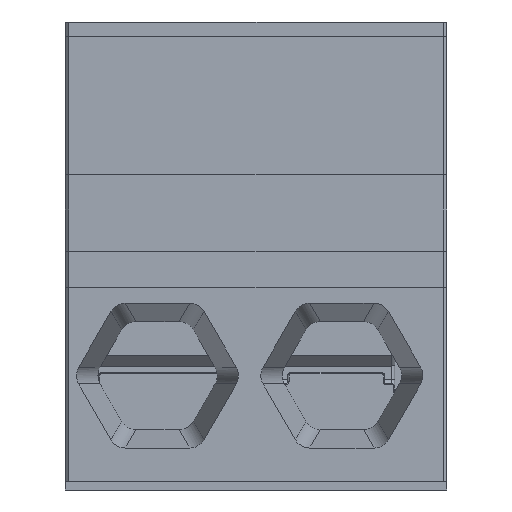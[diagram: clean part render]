
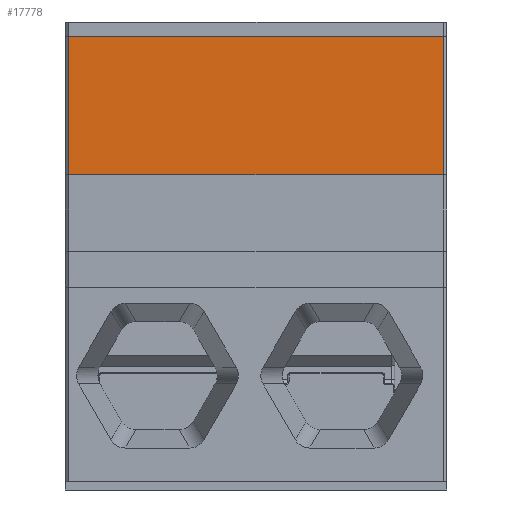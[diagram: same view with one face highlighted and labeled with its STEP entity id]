
A CAD part, front view. The second image highlights one B-rep face of the part: STEP entity #17778.
In plain terms, the highlighted planar face has unit normal (0, -1, 0).
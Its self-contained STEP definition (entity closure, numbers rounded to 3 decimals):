
#802=PLANE('',#19639);
#2289=LINE('',#31218,#3923);
#2314=LINE('',#31298,#3948);
#2408=LINE('',#31599,#4042);
#2410=LINE('',#31602,#4044);
#3923=VECTOR('',#24224,10.);
#3948=VECTOR('',#24303,10.);
#4042=VECTOR('',#24587,10.);
#4044=VECTOR('',#24591,10.);
#5448=FACE_OUTER_BOUND('',#6621,.T.);
#6621=EDGE_LOOP('',(#16241,#16242,#16243,#16244));
#8943=VERTEX_POINT('',#31204);
#8949=VERTEX_POINT('',#31216);
#8975=VERTEX_POINT('',#31294);
#8977=VERTEX_POINT('',#31297);
#11321=EDGE_CURVE('',#8949,#8943,#2289,.T.);
#11360=EDGE_CURVE('',#8975,#8977,#2314,.T.);
#11510=EDGE_CURVE('',#8943,#8975,#2408,.T.);
#11512=EDGE_CURVE('',#8977,#8949,#2410,.T.);
#16241=ORIENTED_EDGE('',*,*,#11510,.F.);
#16242=ORIENTED_EDGE('',*,*,#11321,.F.);
#16243=ORIENTED_EDGE('',*,*,#11512,.F.);
#16244=ORIENTED_EDGE('',*,*,#11360,.F.);
#17778=ADVANCED_FACE('',(#5448),#802,.T.);
#19639=AXIS2_PLACEMENT_3D('',#31601,#24589,#24590);
#24224=DIRECTION('',(1.,0.,0.));
#24303=DIRECTION('',(-1.,0.,0.));
#24587=DIRECTION('',(0.,0.,-1.));
#24589=DIRECTION('center_axis',(0.,-1.,0.));
#24590=DIRECTION('ref_axis',(0.,0.,-1.));
#24591=DIRECTION('',(0.,0.,1.));
#31204=CARTESIAN_POINT('',(111.,-58.,201.374));
#31216=CARTESIAN_POINT('',(3.,-58.,201.374));
#31218=CARTESIAN_POINT('',(42.368,-58.,201.374));
#31294=CARTESIAN_POINT('',(111.,-58.,161.374));
#31297=CARTESIAN_POINT('',(3.,-58.,161.374));
#31298=CARTESIAN_POINT('',(42.368,-58.,161.374));
#31599=CARTESIAN_POINT('',(111.,-58.,173.938));
#31601=CARTESIAN_POINT('Origin',(27.735,-58.,171.502));
#31602=CARTESIAN_POINT('',(3.,-58.,173.938));
